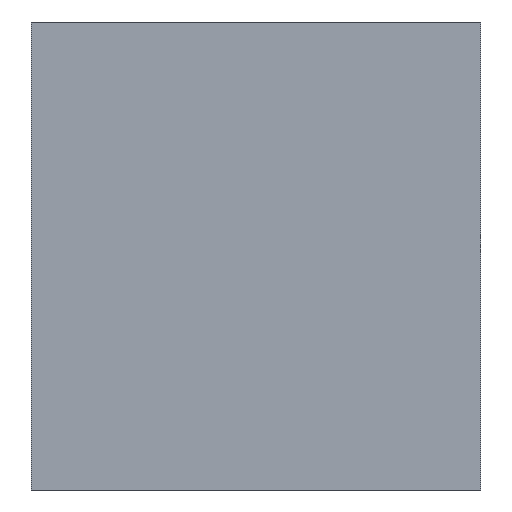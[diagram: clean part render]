
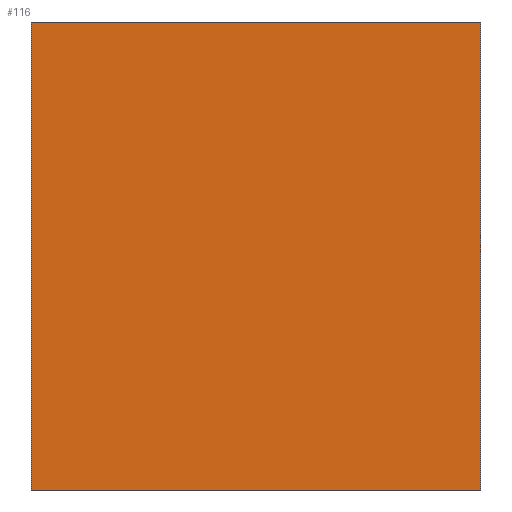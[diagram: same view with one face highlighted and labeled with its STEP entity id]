
A CAD part, front view. The second image highlights one B-rep face of the part: STEP entity #116.
In plain terms, the highlighted planar face has unit normal (0, -1, 0).
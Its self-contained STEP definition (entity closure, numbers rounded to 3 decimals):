
#6 = CARTESIAN_POINT ( 'NONE',  ( -6., 0., -6.25 ) ) ;
#7 = DIRECTION ( 'NONE',  ( 0., 0., -1. ) ) ;
#11 = LINE ( 'NONE', #38, #214 ) ;
#18 = DIRECTION ( 'NONE',  ( 0., 0., 1. ) ) ;
#23 = AXIS2_PLACEMENT_3D ( 'NONE', #233, #209, #133 ) ;
#37 = VERTEX_POINT ( 'NONE', #174 ) ;
#38 = CARTESIAN_POINT ( 'NONE',  ( -6., 0., 6.25 ) ) ;
#42 = VERTEX_POINT ( 'NONE', #95 ) ;
#61 = LINE ( 'NONE', #105, #117 ) ;
#75 = VERTEX_POINT ( 'NONE', #6 ) ;
#95 = CARTESIAN_POINT ( 'NONE',  ( 6., 0., -6.25 ) ) ;
#100 = DIRECTION ( 'NONE',  ( 1., 0., 0. ) ) ;
#105 = CARTESIAN_POINT ( 'NONE',  ( -6., 0., -6.25 ) ) ;
#116 = ADVANCED_FACE ( 'NONE', ( #259 ), #287, .T. ) ;
#117 = VECTOR ( 'NONE', #166, 1000. ) ;
#133 = DIRECTION ( 'NONE',  ( 0., 0., -1. ) ) ;
#137 = EDGE_CURVE ( 'NONE', #251, #37, #211, .T. ) ;
#145 = EDGE_CURVE ( 'NONE', #37, #42, #285, .T. ) ;
#166 = DIRECTION ( 'NONE',  ( -1., 0., 0. ) ) ;
#174 = CARTESIAN_POINT ( 'NONE',  ( 6., 0., 6.25 ) ) ;
#209 = DIRECTION ( 'NONE',  ( 0., -1., 0. ) ) ;
#211 = LINE ( 'NONE', #234, #265 ) ;
#214 = VECTOR ( 'NONE', #18, 1000. ) ;
#231 = ORIENTED_EDGE ( 'NONE', *, *, #309, .F. ) ;
#233 = CARTESIAN_POINT ( 'NONE',  ( 0., 0., 0. ) ) ;
#234 = CARTESIAN_POINT ( 'NONE',  ( -6., 0., 6.25 ) ) ;
#241 = EDGE_LOOP ( 'NONE', ( #289, #297, #310, #231 ) ) ;
#244 = CARTESIAN_POINT ( 'NONE',  ( -6., 0., 6.25 ) ) ;
#251 = VERTEX_POINT ( 'NONE', #244 ) ;
#259 = FACE_OUTER_BOUND ( 'NONE', #241, .T. ) ;
#265 = VECTOR ( 'NONE', #100, 1000. ) ;
#273 = EDGE_CURVE ( 'NONE', #75, #251, #11, .T. ) ;
#278 = CARTESIAN_POINT ( 'NONE',  ( 6., 0., 6.25 ) ) ;
#285 = LINE ( 'NONE', #278, #326 ) ;
#287 = PLANE ( 'NONE',  #23 ) ;
#289 = ORIENTED_EDGE ( 'NONE', *, *, #145, .F. ) ;
#297 = ORIENTED_EDGE ( 'NONE', *, *, #137, .F. ) ;
#309 = EDGE_CURVE ( 'NONE', #42, #75, #61, .T. ) ;
#310 = ORIENTED_EDGE ( 'NONE', *, *, #273, .F. ) ;
#326 = VECTOR ( 'NONE', #7, 1000. ) ;
